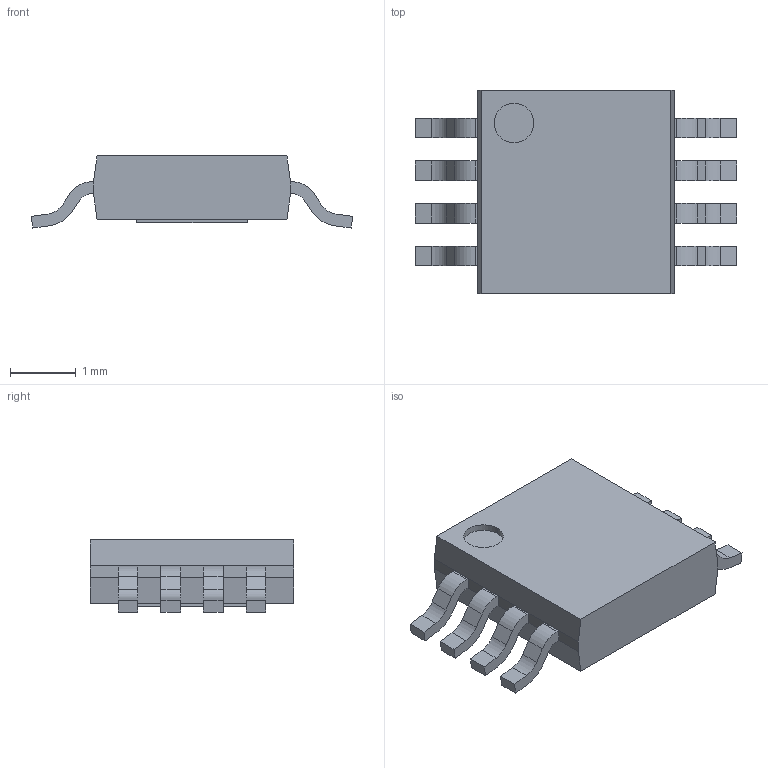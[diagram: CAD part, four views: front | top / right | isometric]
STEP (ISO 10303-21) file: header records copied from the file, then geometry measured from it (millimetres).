
FILE_DESCRIPTION((''),'2;1');
FILE_NAME('SOP65P490X110-9N-R168X188.stp','2014-07-01T09:56:14',(''),(''),'Mechanical Desktop 2011','Mechanical Desktop 2011',', , ');
FILE_SCHEMA(('AUTOMOTIVE_DESIGN { 1 2 10303 214 1 1 1 1 }'));
Length unit declared in the file: millimetre
Products named in the file (1): Product
Bounding box: 4.9 x 3.1 x 1.1 mm (x, y, z)
Volume: 9.5 mm3; surface area: 46.2 mm2
Topology: 10 solids, 10 shells, 131 faces, 330 edges, 220 vertices
Faces by surface type: plane 57, bspline 56, cylinder 18
Entity records: 4163 total; most frequent: CARTESIAN_POINT 1074, ORIENTED_EDGE 660, DIRECTION 550, EDGE_CURVE 330, VECTOR 262, LINE 262, VERTEX_POINT 220, AXIS2_PLACEMENT_3D 144
